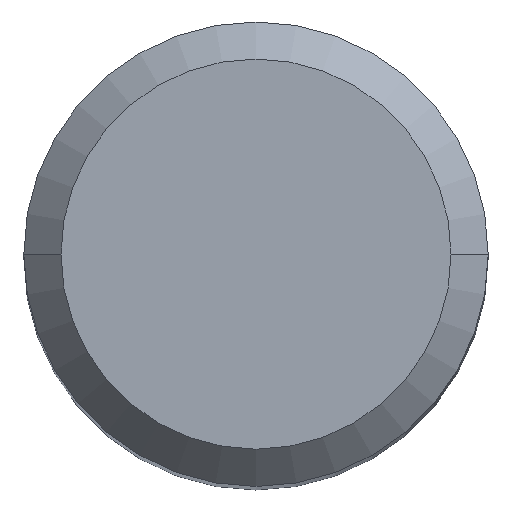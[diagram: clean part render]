
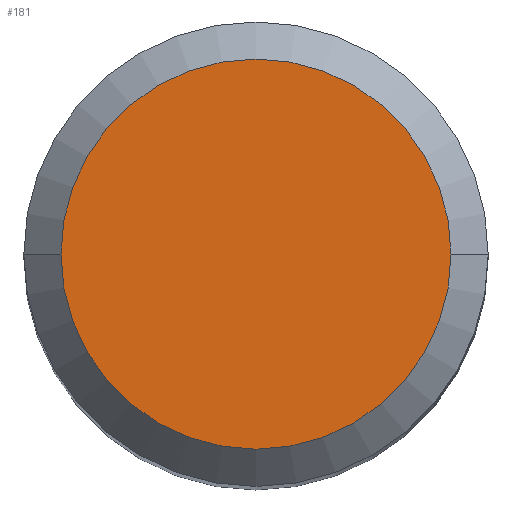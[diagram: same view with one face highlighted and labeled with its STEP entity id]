
A CAD part, top view. The second image highlights one B-rep face of the part: STEP entity #181.
In plain terms, the highlighted planar face has unit normal (0, 0, 1).
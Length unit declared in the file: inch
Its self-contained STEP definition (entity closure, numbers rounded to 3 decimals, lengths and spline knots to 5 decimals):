
#5 = ORIENTED_EDGE ( 'NONE', *, *, #332, .T. ) ;
#49 = CIRCLE ( 'NONE', #161, 0.07875 ) ;
#68 = CARTESIAN_POINT ( 'NONE',  ( 0., 0., 0. ) ) ;
#121 = EDGE_LOOP ( 'NONE', ( #5, #325 ) ) ;
#133 = AXIS2_PLACEMENT_3D ( 'NONE', #384, #271, #345 ) ;
#161 = AXIS2_PLACEMENT_3D ( 'NONE', #173, #314, #286 ) ;
#173 = CARTESIAN_POINT ( 'NONE',  ( 0., 0., 0. ) ) ;
#181 = ADVANCED_FACE ( 'NONE', ( #278 ), #239, .F. ) ;
#239 = PLANE ( 'NONE',  #133 ) ;
#271 = DIRECTION ( 'NONE',  ( 0., 0., -1. ) ) ;
#278 = FACE_OUTER_BOUND ( 'NONE', #121, .T. ) ;
#279 = CARTESIAN_POINT ( 'NONE',  ( -0.07875, 0., 0. ) ) ;
#286 = DIRECTION ( 'NONE',  ( 1., 0., 0. ) ) ;
#314 = DIRECTION ( 'NONE',  ( 0., 0., 1. ) ) ;
#316 = CIRCLE ( 'NONE', #423, 0.07875 ) ;
#325 = ORIENTED_EDGE ( 'NONE', *, *, #326, .T. ) ;
#326 = EDGE_CURVE ( 'NONE', #394, #333, #49, .T. ) ;
#332 = EDGE_CURVE ( 'NONE', #333, #394, #316, .T. ) ;
#333 = VERTEX_POINT ( 'NONE', #279 ) ;
#345 = DIRECTION ( 'NONE',  ( -1., 0., 0. ) ) ;
#367 = CARTESIAN_POINT ( 'NONE',  ( 0.07875, 0., 0. ) ) ;
#384 = CARTESIAN_POINT ( 'NONE',  ( 0., 0.07875, 0. ) ) ;
#393 = DIRECTION ( 'NONE',  ( 1., 0., 0. ) ) ;
#394 = VERTEX_POINT ( 'NONE', #367 ) ;
#423 = AXIS2_PLACEMENT_3D ( 'NONE', #68, #460, #393 ) ;
#460 = DIRECTION ( 'NONE',  ( 0., 0., 1. ) ) ;
